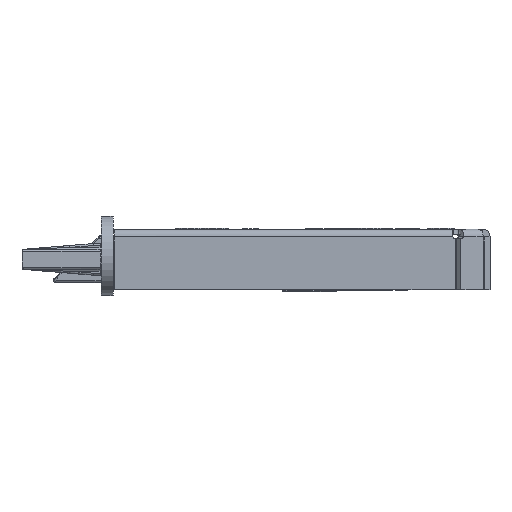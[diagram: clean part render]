
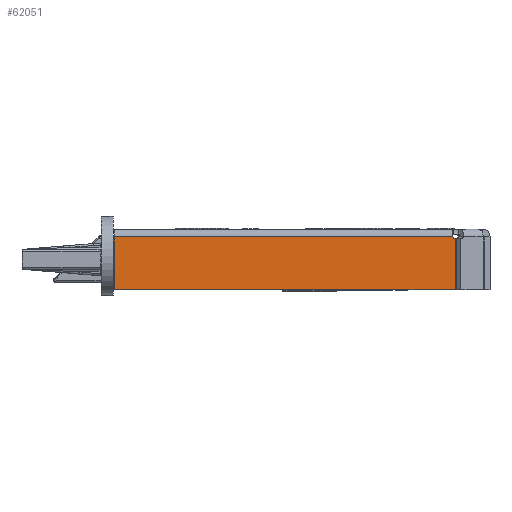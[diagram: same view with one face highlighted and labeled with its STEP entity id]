
A CAD part, front view. The second image highlights one B-rep face of the part: STEP entity #62051.
In plain terms, the highlighted planar face has unit normal (0, -1, 0).
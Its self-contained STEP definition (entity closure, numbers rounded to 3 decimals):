
#57086=DIRECTION('',(1.,0.,0.));
#57087=VECTOR('',#57086,85.368);
#57088=CARTESIAN_POINT('',(-61.8,-101.9,-0.5));
#57089=LINE('',#57088,#57087);
#57116=CARTESIAN_POINT('',(24.623,-101.9,0.171));
#57117=DIRECTION('',(0.,1.,0.));
#57118=DIRECTION('',(-0.419,0.,-0.908));
#57119=AXIS2_PLACEMENT_3D('',#57116,#57117,#57118);
#57124=DIRECTION('',(0.,0.,1.));
#57125=VECTOR('',#57124,12.8);
#57126=CARTESIAN_POINT('',(24.1,-101.9,-13.765));
#57127=LINE('',#57126,#57125);
#57131=DIRECTION('',(1.,0.,0.));
#57132=VECTOR('',#57131,85.9);
#57133=CARTESIAN_POINT('',(-61.8,-101.9,-13.765));
#57134=LINE('',#57133,#57132);
#57138=DIRECTION('',(0.,0.,-1.));
#57139=VECTOR('',#57138,13.265);
#57140=CARTESIAN_POINT('',(-61.8,-101.9,-0.5));
#57141=LINE('',#57140,#57139);
#61278=CARTESIAN_POINT('',(-61.8,-101.9,-13.765));
#61280=VERTEX_POINT('',#61278);
#61422=CARTESIAN_POINT('',(24.1,-101.9,-13.765));
#61423=VERTEX_POINT('',#61422);
#61448=CARTESIAN_POINT('',(24.1,-101.9,-0.965));
#61449=VERTEX_POINT('',#61448);
#61544=CARTESIAN_POINT('',(-61.8,-101.9,-0.5));
#61545=VERTEX_POINT('',#61544);
#61548=CARTESIAN_POINT('',(23.568,-101.9,-0.5));
#61549=VERTEX_POINT('',#61548);
#62036=CARTESIAN_POINT('',(0.,-101.9,100.935));
#62037=DIRECTION('',(0.,-1.,0.));
#62038=DIRECTION('',(1.,0.,0.));
#62039=AXIS2_PLACEMENT_3D('',#62036,#62037,#62038);
#62040=PLANE('',#62039);
#62041=ORIENTED_EDGE('',*,*,#62026,.T.);
#62042=ORIENTED_EDGE('',*,*,#61969,.F.);
#62044=ORIENTED_EDGE('',*,*,#62043,.F.);
#62046=ORIENTED_EDGE('',*,*,#62045,.F.);
#62048=ORIENTED_EDGE('',*,*,#62047,.F.);
#62049=EDGE_LOOP('',(#62041,#62042,#62044,#62046,#62048));
#62050=FACE_OUTER_BOUND('',#62049,.F.);
#57120=CIRCLE('',#57119,1.25);
#61969=EDGE_CURVE('',#61449,#61549,#57120,.T.);
#62026=EDGE_CURVE('',#61545,#61549,#57089,.T.);
#62043=EDGE_CURVE('',#61423,#61449,#57127,.T.);
#62045=EDGE_CURVE('',#61280,#61423,#57134,.T.);
#62047=EDGE_CURVE('',#61545,#61280,#57141,.T.);
#62051=ADVANCED_FACE('',(#62050),#62040,.T.);
